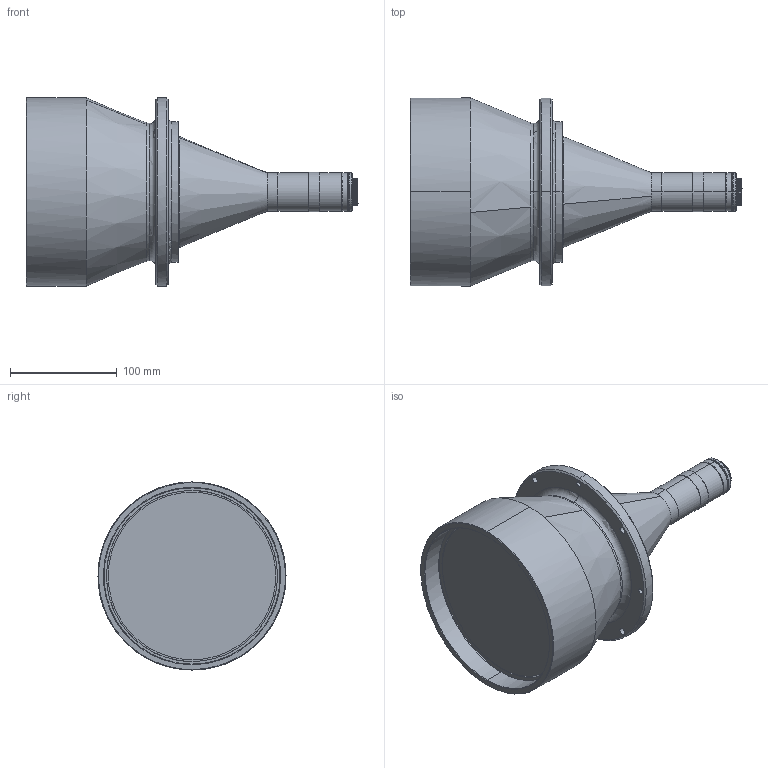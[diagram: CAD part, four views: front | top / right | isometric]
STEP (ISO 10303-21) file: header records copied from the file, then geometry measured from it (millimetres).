
FILE_DESCRIPTION (( 'STEP AP203' ), '1' );
FILE_NAME ('610040.STEP', '2021-08-09T03:04:32', ( '' ), ( '' ), 'SwSTEP 2.0', 'SolidWorks 2020', '' );
FILE_SCHEMA (( 'CONFIG_CONTROL_DESIGN' ));
Length unit declared in the file: millimetre
Products named in the file (1): 610040
Bounding box: 311.6 x 176.5 x 176.5 mm (x, y, z)
Surface area: 409984 mm2 (no closed solid volume)
Topology: 0 solids, 19 shells, 305 faces, 791 edges, 530 vertices
Faces by surface type: cylinder 157, cone 92, plane 44, torus 8, bspline 4
Full cylindrical faces by diameter (mm): 36 x1
Entity records: 18437 total; most frequent: CARTESIAN_POINT 11938, ORIENTED_EDGE 1516, DIRECTION 872, EDGE_CURVE 789, B_SPLINE_CURVE_WITH_KNOTS 539, VERTEX_POINT 530, EDGE_LOOP 376, AXIS2_PLACEMENT_3D 324
